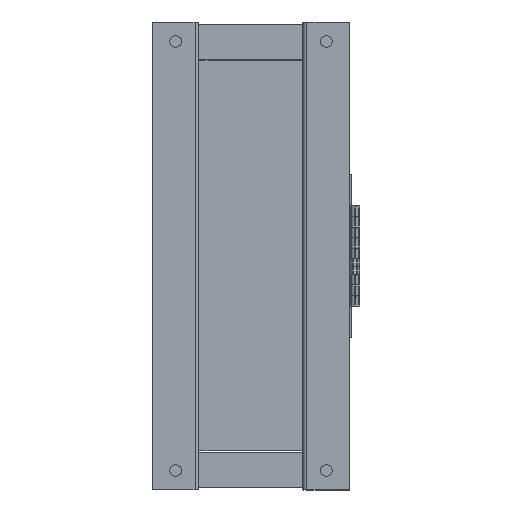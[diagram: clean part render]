
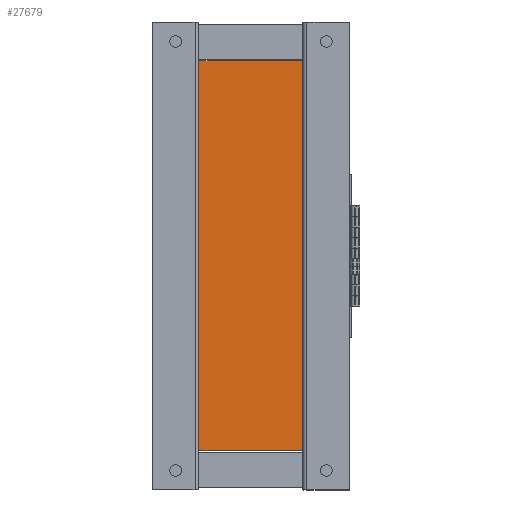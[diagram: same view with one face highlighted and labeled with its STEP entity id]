
A CAD part, front view. The second image highlights one B-rep face of the part: STEP entity #27679.
In plain terms, the highlighted planar face has unit normal (0, -1, 0).
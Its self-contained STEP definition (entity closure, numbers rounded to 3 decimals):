
#2432=FACE_OUTER_BOUND('',#3907,.T.);
#3907=EDGE_LOOP('',(#18570,#18571,#18572,#18573));
#5481=LINE('',#39795,#8674);
#5482=LINE('',#39798,#8675);
#5483=LINE('',#39800,#8676);
#5484=LINE('',#39801,#8677);
#8674=VECTOR('',#31923,10.);
#8675=VECTOR('',#31926,10.);
#8676=VECTOR('',#31927,10.);
#8677=VECTOR('',#31928,10.);
#11860=VERTEX_POINT('',#39788);
#11863=VERTEX_POINT('',#39793);
#11864=VERTEX_POINT('',#39797);
#11865=VERTEX_POINT('',#39799);
#14514=EDGE_CURVE('',#11860,#11863,#5481,.T.);
#14515=EDGE_CURVE('',#11864,#11860,#5482,.T.);
#14516=EDGE_CURVE('',#11865,#11863,#5483,.T.);
#14517=EDGE_CURVE('',#11864,#11865,#5484,.T.);
#18570=ORIENTED_EDGE('',*,*,#14515,.T.);
#18571=ORIENTED_EDGE('',*,*,#14514,.T.);
#18572=ORIENTED_EDGE('',*,*,#14516,.F.);
#18573=ORIENTED_EDGE('',*,*,#14517,.F.);
#26613=PLANE('',#29532);
#27679=ADVANCED_FACE('',(#2432),#26613,.T.);
#29532=AXIS2_PLACEMENT_3D('',#39796,#31924,#31925);
#31923=DIRECTION('',(1.,0.,0.));
#31924=DIRECTION('center_axis',(0.,-1.,0.));
#31925=DIRECTION('ref_axis',(0.,0.,-1.));
#31926=DIRECTION('',(0.,0.,-1.));
#31927=DIRECTION('',(0.,0.,-1.));
#31928=DIRECTION('',(1.,0.,0.));
#39788=CARTESIAN_POINT('',(0.,0.,0.));
#39793=CARTESIAN_POINT('',(80.,0.,0.));
#39795=CARTESIAN_POINT('',(0.,0.,0.));
#39796=CARTESIAN_POINT('Origin',(0.,0.,300.));
#39797=CARTESIAN_POINT('',(0.,0.,300.));
#39798=CARTESIAN_POINT('',(0.,0.,300.));
#39799=CARTESIAN_POINT('',(80.,0.,300.));
#39800=CARTESIAN_POINT('',(80.,0.,300.));
#39801=CARTESIAN_POINT('',(0.,0.,300.));
